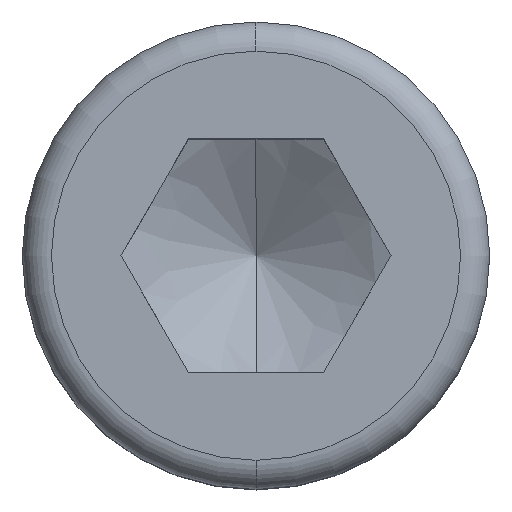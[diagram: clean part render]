
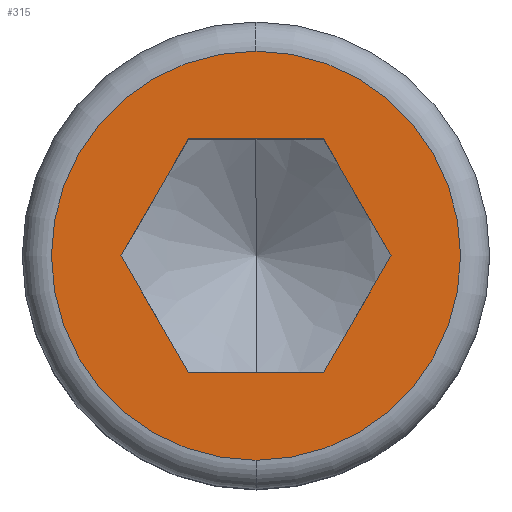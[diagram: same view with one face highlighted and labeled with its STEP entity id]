
A CAD part, top view. The second image highlights one B-rep face of the part: STEP entity #315.
In plain terms, the highlighted planar face has unit normal (0, 0, 1).
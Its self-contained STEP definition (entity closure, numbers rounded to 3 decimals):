
#145=VERTEX_POINT('',#381);
#151=EDGE_CURVE('',#207,#239,#387,.T.);
#187=EDGE_CURVE('',#339,#253,#430,.T.);
#207=VERTEX_POINT('',#453);
#211=EDGE_CURVE('',#271,#261,#457,.T.);
#239=VERTEX_POINT('',#490);
#253=VERTEX_POINT('',#504);
#255=EDGE_CURVE('',#261,#207,#506,.T.);
#261=VERTEX_POINT('',#513);
#263=EDGE_CURVE('',#253,#339,#515,.T.);
#265=EDGE_CURVE('',#325,#271,#517,.T.);
#271=VERTEX_POINT('',#524);
#305=EDGE_CURVE('',#145,#325,#562,.T.);
#315=ADVANCED_FACE('',(#572,#573),#574,.T.);
#325=VERTEX_POINT('',#585);
#339=VERTEX_POINT('',#599);
#351=EDGE_CURVE('',#239,#145,#612,.T.);
#381=CARTESIAN_POINT('',(2.31,-4.001,10.));
#387=LINE('',#641,#642);
#430=CIRCLE('',#697,7.0);
#453=CARTESIAN_POINT('',(2.31,4.001,10.));
#457=LINE('',#741,#742);
#490=CARTESIAN_POINT('',(4.62,0.,10.));
#504=CARTESIAN_POINT('',(0.,7.,10.));
#506=LINE('',#819,#820);
#513=CARTESIAN_POINT('',(-2.31,4.001,10.));
#515=CIRCLE('',#832,7.0);
#517=LINE('',#835,#836);
#524=CARTESIAN_POINT('',(-4.62,0.,10.));
#562=LINE('',#912,#913);
#572=FACE_BOUND('',#935,.T.);
#573=FACE_OUTER_BOUND('',#936,.T.);
#574=PLANE('',#937);
#585=CARTESIAN_POINT('',(-2.31,-4.001,10.));
#599=CARTESIAN_POINT('',(0.,-7.,10.));
#612=LINE('',#1004,#1005);
#641=CARTESIAN_POINT('',(4.043,1.,10.));
#642=VECTOR('',#1027,1.0);
#697=AXIS2_PLACEMENT_3D('',#1104,#1105,#1106);
#741=CARTESIAN_POINT('',(-2.888,3.001,10.));
#742=VECTOR('',#1139,1.0);
#819=CARTESIAN_POINT('',(1.155,4.001,10.));
#820=VECTOR('',#1184,1.0);
#832=AXIS2_PLACEMENT_3D('',#1194,#1195,#1196);
#835=CARTESIAN_POINT('',(-4.043,-1.,10.));
#836=VECTOR('',#1197,1.0);
#912=CARTESIAN_POINT('',(-1.155,-4.001,10.));
#913=VECTOR('',#1250,1.0);
#935=EDGE_LOOP('',(#1253,#1254,#1255,#1256,#1257,#1258));
#936=EDGE_LOOP('',(#1259,#1260));
#937=AXIS2_PLACEMENT_3D('',#1261,#1262,#1263);
#1004=CARTESIAN_POINT('',(2.888,-3.001,10.));
#1005=VECTOR('',#1291,1.0);
#1027=DIRECTION('',(0.5,-0.866,0.0));
#1104=CARTESIAN_POINT('',(0.,0.,10.));
#1105=DIRECTION('',(0.0,0.0,1.0));
#1106=DIRECTION('',(-1.0,0.0,0.0));
#1139=DIRECTION('',(0.5,0.866,0.0));
#1184=DIRECTION('',(1.0,0.0,0.0));
#1194=CARTESIAN_POINT('',(0.,0.,10.));
#1195=DIRECTION('',(0.0,0.0,1.0));
#1196=DIRECTION('',(-1.0,0.0,0.0));
#1197=DIRECTION('',(-0.5,0.866,0.0));
#1250=DIRECTION('',(-1.0,0.0,0.0));
#1253=ORIENTED_EDGE('',*,*,#265,.T.);
#1254=ORIENTED_EDGE('',*,*,#211,.T.);
#1255=ORIENTED_EDGE('',*,*,#255,.T.);
#1256=ORIENTED_EDGE('',*,*,#151,.T.);
#1257=ORIENTED_EDGE('',*,*,#351,.T.);
#1258=ORIENTED_EDGE('',*,*,#305,.T.);
#1259=ORIENTED_EDGE('',*,*,#187,.T.);
#1260=ORIENTED_EDGE('',*,*,#263,.T.);
#1261=CARTESIAN_POINT('',(0.,-6.31,10.));
#1262=DIRECTION('',(0.0,0.0,1.0));
#1263=DIRECTION('',(0.,-1.0,0.0));
#1291=DIRECTION('',(-0.5,-0.866,0.0));
